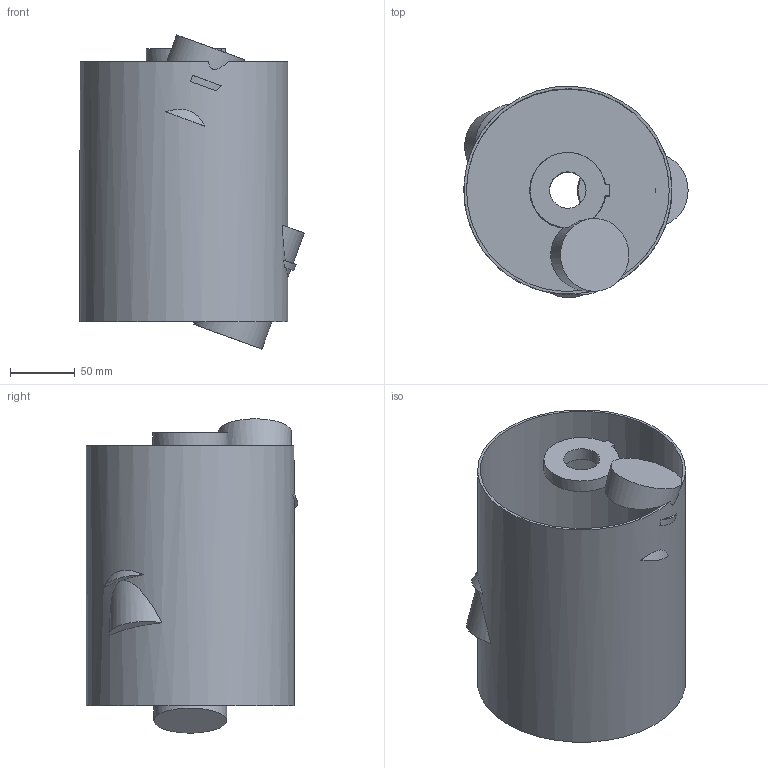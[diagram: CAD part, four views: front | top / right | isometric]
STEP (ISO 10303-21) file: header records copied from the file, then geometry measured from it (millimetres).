
FILE_DESCRIPTION(('Open CASCADE Model'),'2;1');
FILE_NAME('Open CASCADE Shape Model','2026-02-12T13:14:08',('Author'),( 'Open CASCADE'),'Open CASCADE STEP processor 7.8','build123d', 'Unknown');
FILE_SCHEMA(('AUTOMOTIVE_DESIGN { 1 0 10303 214 1 1 1 1 }'));
Length unit declared in the file: millimetre
Products named in the file (1): COMPOUND
Bounding box: 172.56 x 162.81 x 241.72 mm (x, y, z)
Volume: 371267.8 mm3; surface area: 254117.5 mm2
Topology: 1 solids, 1 shells, 68 faces, 174 edges, 113 vertices
Faces by surface type: plane 46, cylinder 20, cone 2
Full cylindrical faces by diameter (mm): 28 x2, 32 x1, 56 x2, 156 x1, 160 x1
Entity records: 6755 total; most frequent: CARTESIAN_POINT 3387, DIRECTION 598, ORIENTED_EDGE 348, PCURVE 348, DEFINITIONAL_REPRESENTATION 348, LINE 202, VECTOR 202, EDGE_CURVE 174
